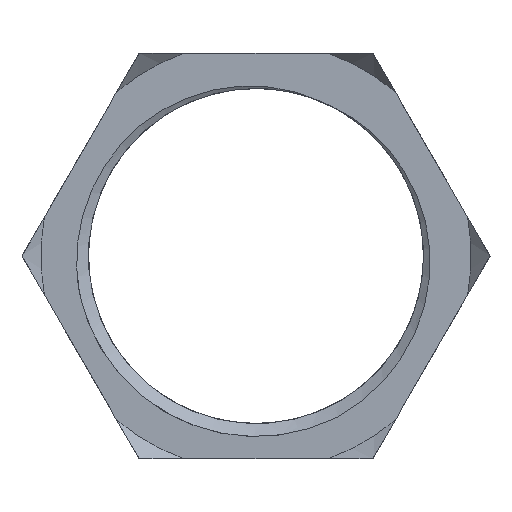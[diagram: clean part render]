
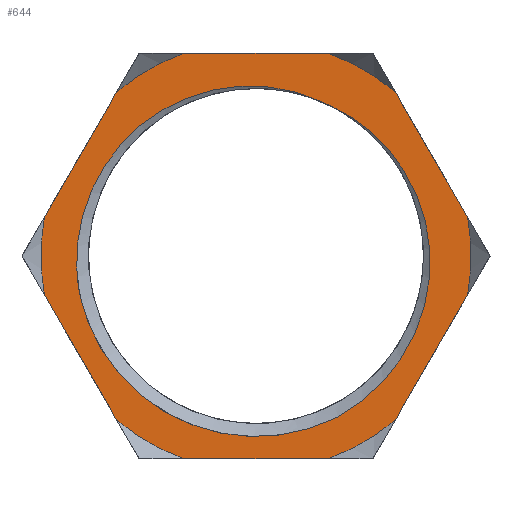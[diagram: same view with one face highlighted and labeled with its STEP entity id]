
A CAD part, left-side view. The second image highlights one B-rep face of the part: STEP entity #644.
In plain terms, the highlighted planar face has unit normal (-1, 0, 0).
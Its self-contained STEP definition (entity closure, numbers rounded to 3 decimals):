
#18=FACE_BOUND('',#188,.T.);
#21=B_SPLINE_CURVE_WITH_KNOTS('',3,(#1299,#1300,#1301,#1302,#1303,#1304,
#1305,#1306,#1307,#1308,#1309,#1310,#1311,#1312,#1313,#1314),
 .UNSPECIFIED.,.F.,.F.,(4,3,3,3,3,4),(-1.975,-1.741,
-1.295,-0.856,-0.425,0.),
 .UNSPECIFIED.);
#25=B_SPLINE_CURVE_WITH_KNOTS('',3,(#1660,#1661,#1662,#1663,#1664,#1665,
#1666,#1667,#1668,#1669,#1670,#1671,#1672,#1673,#1674,#1675),
 .UNSPECIFIED.,.F.,.F.,(4,3,3,3,3,4),(-1.978,-1.758,
-1.329,-0.893,-0.45,0.),
 .UNSPECIFIED.);
#42=PLANE('',#714);
#46=LINE('',#899,#82);
#53=LINE('',#946,#89);
#61=LINE('',#984,#97);
#68=LINE('',#1019,#104);
#76=LINE('',#1069,#112);
#77=LINE('',#1071,#113);
#82=VECTOR('',#730,10.);
#89=VECTOR('',#753,10.);
#97=VECTOR('',#773,10.);
#104=VECTOR('',#794,10.);
#112=VECTOR('',#828,10.);
#113=VECTOR('',#831,10.);
#150=FACE_OUTER_BOUND('',#187,.T.);
#187=EDGE_LOOP('',(#575,#576,#577,#578,#579,#580,#581,#582,#583,#584,#585,
#586));
#188=EDGE_LOOP('',(#587,#588,#589,#590));
#195=CIRCLE('',#667,11.15);
#198=CIRCLE('',#673,11.15);
#203=CIRCLE('',#684,11.15);
#204=CIRCLE('',#686,11.15);
#205=CIRCLE('',#688,11.15);
#206=CIRCLE('',#690,11.15);
#215=CIRCLE('',#711,8.685);
#216=CIRCLE('',#713,9.355);
#246=VERTEX_POINT('',#896);
#247=VERTEX_POINT('',#898);
#260=VERTEX_POINT('',#943);
#261=VERTEX_POINT('',#945);
#269=VERTEX_POINT('',#969);
#272=VERTEX_POINT('',#981);
#273=VERTEX_POINT('',#983);
#281=VERTEX_POINT('',#1016);
#282=VERTEX_POINT('',#1018);
#290=VERTEX_POINT('',#1048);
#291=VERTEX_POINT('',#1054);
#292=VERTEX_POINT('',#1058);
#299=VERTEX_POINT('',#1297);
#300=VERTEX_POINT('',#1298);
#301=VERTEX_POINT('',#1456);
#302=VERTEX_POINT('',#1659);
#310=EDGE_CURVE('',#246,#247,#46,.T.);
#327=EDGE_CURVE('',#260,#261,#53,.T.);
#337=EDGE_CURVE('',#269,#260,#195,.T.);
#342=EDGE_CURVE('',#272,#273,#61,.T.);
#350=EDGE_CURVE('',#261,#272,#198,.T.);
#356=EDGE_CURVE('',#281,#282,#68,.T.);
#367=EDGE_CURVE('',#247,#290,#203,.T.);
#369=EDGE_CURVE('',#273,#281,#204,.T.);
#371=EDGE_CURVE('',#291,#246,#205,.T.);
#372=EDGE_CURVE('',#282,#292,#206,.T.);
#376=EDGE_CURVE('',#292,#291,#76,.T.);
#377=EDGE_CURVE('',#290,#269,#77,.T.);
#391=EDGE_CURVE('',#299,#300,#21,.T.);
#394=EDGE_CURVE('',#300,#301,#215,.T.);
#396=EDGE_CURVE('',#301,#302,#25,.T.);
#398=EDGE_CURVE('',#299,#302,#216,.T.);
#575=ORIENTED_EDGE('',*,*,#327,.F.);
#576=ORIENTED_EDGE('',*,*,#337,.F.);
#577=ORIENTED_EDGE('',*,*,#377,.F.);
#578=ORIENTED_EDGE('',*,*,#367,.F.);
#579=ORIENTED_EDGE('',*,*,#310,.F.);
#580=ORIENTED_EDGE('',*,*,#371,.F.);
#581=ORIENTED_EDGE('',*,*,#376,.F.);
#582=ORIENTED_EDGE('',*,*,#372,.F.);
#583=ORIENTED_EDGE('',*,*,#356,.F.);
#584=ORIENTED_EDGE('',*,*,#369,.F.);
#585=ORIENTED_EDGE('',*,*,#342,.F.);
#586=ORIENTED_EDGE('',*,*,#350,.F.);
#587=ORIENTED_EDGE('',*,*,#398,.T.);
#588=ORIENTED_EDGE('',*,*,#396,.F.);
#589=ORIENTED_EDGE('',*,*,#394,.F.);
#590=ORIENTED_EDGE('',*,*,#391,.F.);
#644=ADVANCED_FACE('',(#150,#18),#42,.T.);
#667=AXIS2_PLACEMENT_3D('',#971,#762,#763);
#673=AXIS2_PLACEMENT_3D('',#1004,#780,#781);
#684=AXIS2_PLACEMENT_3D('',#1049,#809,#810);
#686=AXIS2_PLACEMENT_3D('',#1052,#814,#815);
#688=AXIS2_PLACEMENT_3D('',#1056,#819,#820);
#690=AXIS2_PLACEMENT_3D('',#1059,#823,#824);
#711=AXIS2_PLACEMENT_3D('',#1457,#869,#870);
#713=AXIS2_PLACEMENT_3D('',#1714,#873,#874);
#714=AXIS2_PLACEMENT_3D('',#1715,#875,#876);
#730=DIRECTION('',(0.,1.,0.));
#753=DIRECTION('',(0.,-0.5,0.866));
#762=DIRECTION('center_axis',(1.,0.,0.));
#763=DIRECTION('ref_axis',(0.,0.,-1.));
#773=DIRECTION('',(0.,-1.,0.));
#780=DIRECTION('center_axis',(1.,0.,0.));
#781=DIRECTION('ref_axis',(0.,0.,-1.));
#794=DIRECTION('',(0.,-0.5,-0.866));
#809=DIRECTION('center_axis',(1.,0.,0.));
#810=DIRECTION('ref_axis',(0.,0.,-1.));
#814=DIRECTION('center_axis',(1.,0.,0.));
#815=DIRECTION('ref_axis',(0.,0.,-1.));
#819=DIRECTION('center_axis',(1.,0.,0.));
#820=DIRECTION('ref_axis',(0.,0.,-1.));
#823=DIRECTION('center_axis',(1.,0.,0.));
#824=DIRECTION('ref_axis',(0.,0.,-1.));
#828=DIRECTION('',(0.,0.5,-0.866));
#831=DIRECTION('',(0.,0.5,0.866));
#869=DIRECTION('center_axis',(-1.,0.,0.));
#870=DIRECTION('ref_axis',(0.,0.,1.));
#873=DIRECTION('center_axis',(1.,0.,0.));
#874=DIRECTION('ref_axis',(0.,0.,-1.));
#875=DIRECTION('center_axis',(-1.,0.,0.));
#876=DIRECTION('ref_axis',(0.,0.,1.));
#896=CARTESIAN_POINT('',(-3.63,-3.751,-10.5));
#898=CARTESIAN_POINT('',(-3.63,3.751,-10.5));
#899=CARTESIAN_POINT('',(-3.63,3.031,-10.5));
#943=CARTESIAN_POINT('',(-3.63,10.969,2.001));
#945=CARTESIAN_POINT('',(-3.63,7.218,8.499));
#946=CARTESIAN_POINT('',(-3.63,7.578,7.875));
#969=CARTESIAN_POINT('',(-3.63,10.969,-2.001));
#971=CARTESIAN_POINT('Origin',(-3.63,0.,0.));
#981=CARTESIAN_POINT('',(-3.63,3.751,10.5));
#983=CARTESIAN_POINT('',(-3.63,-3.751,10.5));
#984=CARTESIAN_POINT('',(-3.63,-3.031,10.5));
#1004=CARTESIAN_POINT('Origin',(-3.63,0.,0.));
#1016=CARTESIAN_POINT('',(-3.63,-7.218,8.499));
#1018=CARTESIAN_POINT('',(-3.63,-10.969,2.001));
#1019=CARTESIAN_POINT('',(-3.63,-10.609,2.625));
#1048=CARTESIAN_POINT('',(-3.63,7.218,-8.499));
#1049=CARTESIAN_POINT('Origin',(-3.63,0.,0.));
#1052=CARTESIAN_POINT('Origin',(-3.63,0.,0.));
#1054=CARTESIAN_POINT('',(-3.63,-7.218,-8.499));
#1056=CARTESIAN_POINT('Origin',(-3.63,0.,0.));
#1058=CARTESIAN_POINT('',(-3.63,-10.969,-2.001));
#1059=CARTESIAN_POINT('Origin',(-3.63,0.,0.));
#1069=CARTESIAN_POINT('',(-3.63,-7.578,-7.875));
#1071=CARTESIAN_POINT('',(-3.63,10.609,-2.625));
#1297=CARTESIAN_POINT('',(-3.63,-4.219,-8.35));
#1298=CARTESIAN_POINT('',(-3.63,-4.089,7.662));
#1299=CARTESIAN_POINT('Ctrl Pts',(-3.63,-4.219,-8.349));
#1300=CARTESIAN_POINT('Ctrl Pts',(-3.63,-4.905,-7.974));
#1301=CARTESIAN_POINT('Ctrl Pts',(-3.63,-5.541,-7.515));
#1302=CARTESIAN_POINT('Ctrl Pts',(-3.63,-6.11,-6.983));
#1303=CARTESIAN_POINT('Ctrl Pts',(-3.63,-7.193,-5.97));
#1304=CARTESIAN_POINT('Ctrl Pts',(-3.63,-8.03,-4.689));
#1305=CARTESIAN_POINT('Ctrl Pts',(-3.63,-8.516,-3.292));
#1306=CARTESIAN_POINT('Ctrl Pts',(-3.63,-8.996,-1.914));
#1307=CARTESIAN_POINT('Ctrl Pts',(-3.63,-9.139,-0.416));
#1308=CARTESIAN_POINT('Ctrl Pts',(-3.63,-8.924,1.025));
#1309=CARTESIAN_POINT('Ctrl Pts',(-3.63,-8.711,2.442));
#1310=CARTESIAN_POINT('Ctrl Pts',(-3.63,-8.151,3.812));
#1311=CARTESIAN_POINT('Ctrl Pts',(-3.63,-7.303,4.97));
#1312=CARTESIAN_POINT('Ctrl Pts',(-3.63,-6.47,6.107));
#1313=CARTESIAN_POINT('Ctrl Pts',(-3.63,-5.36,7.041));
#1314=CARTESIAN_POINT('Ctrl Pts',(-3.63,-4.089,7.662));
#1456=CARTESIAN_POINT('',(-3.63,-3.391,7.996));
#1457=CARTESIAN_POINT('Origin',(-3.63,0.,0.));
#1659=CARTESIAN_POINT('',(-3.63,9.146,-1.965));
#1660=CARTESIAN_POINT('Ctrl Pts',(-3.63,-3.39,7.995));
#1661=CARTESIAN_POINT('Ctrl Pts',(-3.63,-2.727,8.305));
#1662=CARTESIAN_POINT('Ctrl Pts',(-3.63,-2.028,8.53));
#1663=CARTESIAN_POINT('Ctrl Pts',(-3.63,-1.31,8.664));
#1664=CARTESIAN_POINT('Ctrl Pts',(-3.63,0.089,8.926));
#1665=CARTESIAN_POINT('Ctrl Pts',(-3.63,1.555,8.839));
#1666=CARTESIAN_POINT('Ctrl Pts',(-3.63,2.913,8.421));
#1667=CARTESIAN_POINT('Ctrl Pts',(-3.63,4.296,7.996));
#1668=CARTESIAN_POINT('Ctrl Pts',(-3.63,5.574,7.225));
#1669=CARTESIAN_POINT('Ctrl Pts',(-3.63,6.6,6.206));
#1670=CARTESIAN_POINT('Ctrl Pts',(-3.63,7.642,5.17));
#1671=CARTESIAN_POINT('Ctrl Pts',(-3.63,8.429,3.872));
#1672=CARTESIAN_POINT('Ctrl Pts',(-3.63,8.87,2.469));
#1673=CARTESIAN_POINT('Ctrl Pts',(-3.63,9.318,1.044));
#1674=CARTESIAN_POINT('Ctrl Pts',(-3.63,9.413,-0.489));
#1675=CARTESIAN_POINT('Ctrl Pts',(-3.63,9.146,-1.965));
#1714=CARTESIAN_POINT('Origin',(-3.63,0.,0.));
#1715=CARTESIAN_POINT('Origin',(-3.63,12.124,0.));
